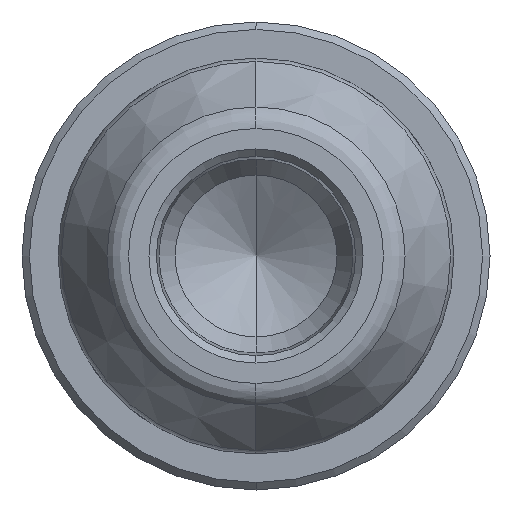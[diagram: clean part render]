
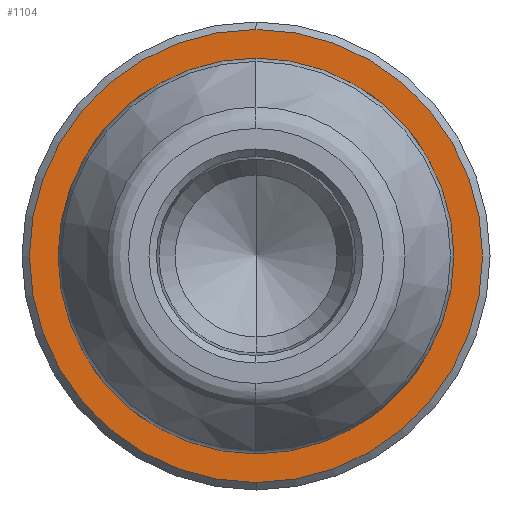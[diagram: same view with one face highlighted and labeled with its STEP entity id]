
A CAD part, left-side view. The second image highlights one B-rep face of the part: STEP entity #1104.
In plain terms, the highlighted planar face has unit normal (-1, 0, 0).
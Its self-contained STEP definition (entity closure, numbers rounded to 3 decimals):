
#31 = EDGE_CURVE ( 'NONE', #2816, #1402, #555, .T. ) ;
#78 = CIRCLE ( 'NONE', #585, 9.1 ) ;
#198 = DIRECTION ( 'NONE',  ( -1., 0., 0. ) ) ;
#327 = ORIENTED_EDGE ( 'NONE', *, *, #3682, .T. ) ;
#336 = AXIS2_PLACEMENT_3D ( 'NONE', #2085, #2689, #3021 ) ;
#384 = CARTESIAN_POINT ( 'NONE',  ( 12., 0., 0. ) ) ;
#555 = CIRCLE ( 'NONE', #1988, 9.1 ) ;
#585 = AXIS2_PLACEMENT_3D ( 'NONE', #2099, #2428, #1817 ) ;
#608 = VERTEX_POINT ( 'NONE', #2316 ) ;
#624 = DIRECTION ( 'NONE',  ( -1., 0., 0. ) ) ;
#633 = EDGE_LOOP ( 'NONE', ( #3327, #1858 ) ) ;
#676 = VERTEX_POINT ( 'NONE', #3094 ) ;
#939 = PLANE ( 'NONE',  #2677 ) ;
#1019 = FACE_BOUND ( 'NONE', #633, .T. ) ;
#1050 = CARTESIAN_POINT ( 'NONE',  ( 12., 0., -9.1 ) ) ;
#1085 = DIRECTION ( 'NONE',  ( 0., 0., 1. ) ) ;
#1104 = ADVANCED_FACE ( 'NONE', ( #1019, #1523 ), #939, .F. ) ;
#1203 = CARTESIAN_POINT ( 'NONE',  ( 12., 0., 0. ) ) ;
#1402 = VERTEX_POINT ( 'NONE', #3281 ) ;
#1523 = FACE_OUTER_BOUND ( 'NONE', #2029, .T. ) ;
#1759 = AXIS2_PLACEMENT_3D ( 'NONE', #384, #198, #1085 ) ;
#1817 = DIRECTION ( 'NONE',  ( 0., 0., -1. ) ) ;
#1858 = ORIENTED_EDGE ( 'NONE', *, *, #3140, .F. ) ;
#1988 = AXIS2_PLACEMENT_3D ( 'NONE', #1203, #624, #2095 ) ;
#2029 = EDGE_LOOP ( 'NONE', ( #2375, #327 ) ) ;
#2085 = CARTESIAN_POINT ( 'NONE',  ( 12., 0., 0. ) ) ;
#2095 = DIRECTION ( 'NONE',  ( 0., 0., -1. ) ) ;
#2099 = CARTESIAN_POINT ( 'NONE',  ( 12., 0., 0. ) ) ;
#2316 = CARTESIAN_POINT ( 'NONE',  ( 12., 0., 6.6 ) ) ;
#2375 = ORIENTED_EDGE ( 'NONE', *, *, #31, .T. ) ;
#2428 = DIRECTION ( 'NONE',  ( -1., 0., 0. ) ) ;
#2653 = CIRCLE ( 'NONE', #336, 6.6 ) ;
#2677 = AXIS2_PLACEMENT_3D ( 'NONE', #3652, #3405, #3033 ) ;
#2689 = DIRECTION ( 'NONE',  ( -1., 0., 0. ) ) ;
#2816 = VERTEX_POINT ( 'NONE', #1050 ) ;
#2931 = EDGE_CURVE ( 'NONE', #608, #676, #3451, .T. ) ;
#3021 = DIRECTION ( 'NONE',  ( 0., 0., 1. ) ) ;
#3033 = DIRECTION ( 'NONE',  ( 0., 0., -1. ) ) ;
#3094 = CARTESIAN_POINT ( 'NONE',  ( 12., 0., -6.6 ) ) ;
#3140 = EDGE_CURVE ( 'NONE', #676, #608, #2653, .T. ) ;
#3281 = CARTESIAN_POINT ( 'NONE',  ( 12., 0., 9.1 ) ) ;
#3327 = ORIENTED_EDGE ( 'NONE', *, *, #2931, .F. ) ;
#3405 = DIRECTION ( 'NONE',  ( 1., 0., 0. ) ) ;
#3451 = CIRCLE ( 'NONE', #1759, 6.6 ) ;
#3652 = CARTESIAN_POINT ( 'NONE',  ( 12., 6.6, 0. ) ) ;
#3682 = EDGE_CURVE ( 'NONE', #1402, #2816, #78, .T. ) ;
